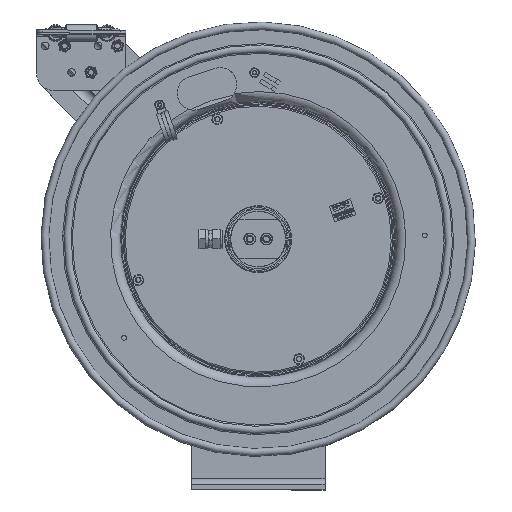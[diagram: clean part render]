
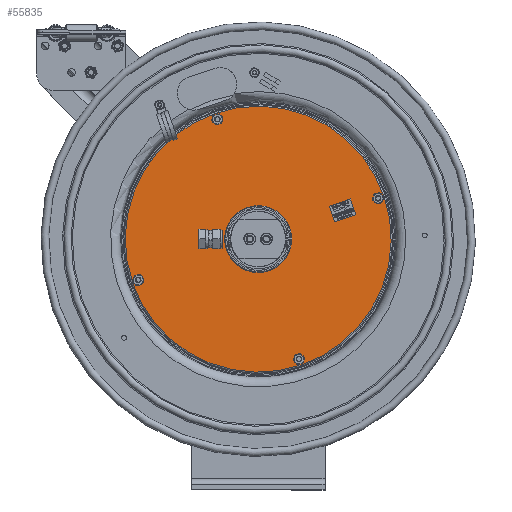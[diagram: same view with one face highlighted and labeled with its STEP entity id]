
A CAD part, top view. The second image highlights one B-rep face of the part: STEP entity #55835.
In plain terms, the highlighted planar face has unit normal (0, 0, 1).
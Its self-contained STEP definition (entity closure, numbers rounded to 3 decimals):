
#2725=FACE_BOUND('',#8995,.T.);
#2726=FACE_BOUND('',#8996,.T.);
#2727=FACE_BOUND('',#8997,.T.);
#2728=FACE_BOUND('',#8998,.T.);
#2729=FACE_BOUND('',#8999,.T.);
#3530=CIRCLE('',#59084,5.97);
#3531=CIRCLE('',#59085,0.655);
#3532=CIRCLE('',#59086,0.14);
#3533=CIRCLE('',#59087,0.14);
#3534=CIRCLE('',#59088,0.14);
#3535=CIRCLE('',#59089,0.14);
#6554=FACE_OUTER_BOUND('',#8994,.T.);
#8994=EDGE_LOOP('',(#39722));
#8995=EDGE_LOOP('',(#39723));
#8996=EDGE_LOOP('',(#39724));
#8997=EDGE_LOOP('',(#39725));
#8998=EDGE_LOOP('',(#39726));
#8999=EDGE_LOOP('',(#39727));
#22093=VERTEX_POINT('',#80170);
#22094=VERTEX_POINT('',#80172);
#22095=VERTEX_POINT('',#80174);
#22096=VERTEX_POINT('',#80176);
#22097=VERTEX_POINT('',#80178);
#22098=VERTEX_POINT('',#80180);
#29472=EDGE_CURVE('',#22093,#22093,#3530,.T.);
#29473=EDGE_CURVE('',#22094,#22094,#3531,.T.);
#29474=EDGE_CURVE('',#22095,#22095,#3532,.T.);
#29475=EDGE_CURVE('',#22096,#22096,#3533,.T.);
#29476=EDGE_CURVE('',#22097,#22097,#3534,.T.);
#29477=EDGE_CURVE('',#22098,#22098,#3535,.T.);
#39722=ORIENTED_EDGE('',*,*,#29472,.F.);
#39723=ORIENTED_EDGE('',*,*,#29473,.T.);
#39724=ORIENTED_EDGE('',*,*,#29474,.T.);
#39725=ORIENTED_EDGE('',*,*,#29475,.T.);
#39726=ORIENTED_EDGE('',*,*,#29476,.T.);
#39727=ORIENTED_EDGE('',*,*,#29477,.T.);
#52177=PLANE('',#59083);
#55835=ADVANCED_FACE('',(#6554,#2725,#2726,#2727,#2728,#2729),#52177,.T.);
#59083=AXIS2_PLACEMENT_3D('',#80169,#65190,#65191);
#59084=AXIS2_PLACEMENT_3D('',#80171,#65192,#65193);
#59085=AXIS2_PLACEMENT_3D('',#80173,#65194,#65195);
#59086=AXIS2_PLACEMENT_3D('',#80175,#65196,#65197);
#59087=AXIS2_PLACEMENT_3D('',#80177,#65198,#65199);
#59088=AXIS2_PLACEMENT_3D('',#80179,#65200,#65201);
#59089=AXIS2_PLACEMENT_3D('',#80181,#65202,#65203);
#65190=DIRECTION('center_axis',(0.,0.,
1.));
#65191=DIRECTION('ref_axis',(0.947,0.322,0.));
#65192=DIRECTION('center_axis',(0.,0.,
-1.));
#65193=DIRECTION('ref_axis',(0.947,0.322,0.));
#65194=DIRECTION('center_axis',(0.,0.,
-1.));
#65195=DIRECTION('ref_axis',(-0.947,-0.322,0.));
#65196=DIRECTION('center_axis',(0.,0.,
-1.));
#65197=DIRECTION('ref_axis',(0.947,0.322,0.));
#65198=DIRECTION('center_axis',(0.,0.,
-1.));
#65199=DIRECTION('ref_axis',(0.947,0.322,0.));
#65200=DIRECTION('center_axis',(0.,0.,
-1.));
#65201=DIRECTION('ref_axis',(0.947,0.322,0.));
#65202=DIRECTION('center_axis',(0.,0.,
-1.));
#65203=DIRECTION('ref_axis',(0.947,0.322,0.));
#80169=CARTESIAN_POINT('Origin',(0.,11.252,
5.417));
#80170=CARTESIAN_POINT('',(-5.652,9.329,5.417));
#80171=CARTESIAN_POINT('Origin',(0.,11.252,
5.417));
#80172=CARTESIAN_POINT('',(0.62,11.463,5.417));
#80173=CARTESIAN_POINT('Origin',(0.,11.252,
5.417));
#80174=CARTESIAN_POINT('',(5.517,13.129,5.417));
#80175=CARTESIAN_POINT('Origin',(5.384,13.084,5.417));
#80176=CARTESIAN_POINT('',(-5.252,9.465,5.417));
#80177=CARTESIAN_POINT('Origin',(-5.384,9.42,5.417));
#80178=CARTESIAN_POINT('',(-1.7,16.681,5.417));
#80179=CARTESIAN_POINT('Origin',(-1.832,16.636,5.417));
#80180=CARTESIAN_POINT('',(1.965,5.913,5.417));
#80181=CARTESIAN_POINT('Origin',(1.832,5.868,5.417));
